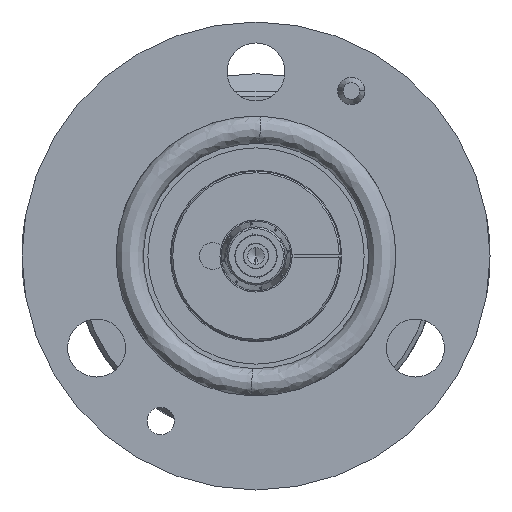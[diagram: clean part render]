
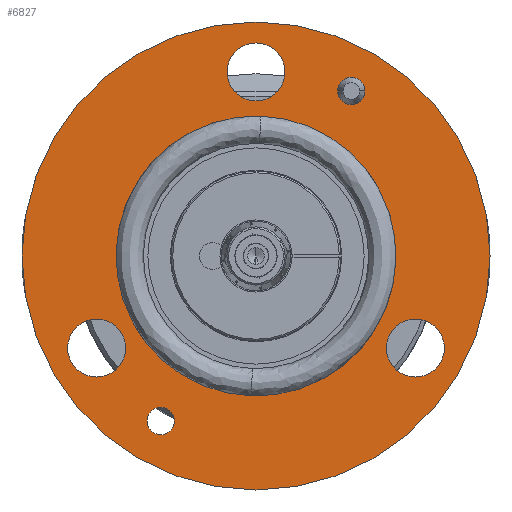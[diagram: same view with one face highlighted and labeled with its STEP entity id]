
A CAD part, left-side view. The second image highlights one B-rep face of the part: STEP entity #6827.
In plain terms, the highlighted planar face has unit normal (-1, 0, 0).
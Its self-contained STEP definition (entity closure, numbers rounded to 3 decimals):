
#533 = CARTESIAN_POINT ( 'NONE',  ( -43.8, 0., 0. ) ) ;
#804 = EDGE_LOOP ( 'NONE', ( #9948, #4740 ) ) ;
#859 = FACE_BOUND ( 'NONE', #1476, .T. ) ;
#994 = AXIS2_PLACEMENT_3D ( 'NONE', #8309, #8368, #9474 ) ;
#1012 = DIRECTION ( 'NONE',  ( 1., 0., 0. ) ) ;
#1165 = ORIENTED_EDGE ( 'NONE', *, *, #8386, .T. ) ;
#1402 = FACE_BOUND ( 'NONE', #6377, .T. ) ;
#1476 = EDGE_LOOP ( 'NONE', ( #1165, #9091 ) ) ;
#2054 = EDGE_LOOP ( 'NONE', ( #7267, #8419 ) ) ;
#2057 = VERTEX_POINT ( 'NONE', #11388 ) ;
#2060 = DIRECTION ( 'NONE',  ( 1., 0., 0. ) ) ;
#2115 = DIRECTION ( 'NONE',  ( 1., 0., 0. ) ) ;
#2171 = VERTEX_POINT ( 'NONE', #11688 ) ;
#2215 = EDGE_LOOP ( 'NONE', ( #14568, #14316 ) ) ;
#2233 = EDGE_CURVE ( 'NONE', #11474, #13948, #11539, .T. ) ;
#2589 = VERTEX_POINT ( 'NONE', #3821 ) ;
#2710 = AXIS2_PLACEMENT_3D ( 'NONE', #8911, #1012, #7898 ) ;
#2860 = DIRECTION ( 'NONE',  ( 0., 0., 1. ) ) ;
#3046 = VERTEX_POINT ( 'NONE', #8108 ) ;
#3121 = DIRECTION ( 'NONE',  ( 0., 0., 1. ) ) ;
#3170 = CARTESIAN_POINT ( 'NONE',  ( -43.8, 11.505, -19.927 ) ) ;
#3221 = DIRECTION ( 'NONE',  ( 0., 0., 1. ) ) ;
#3226 = EDGE_CURVE ( 'NONE', #2589, #7622, #10454, .T. ) ;
#3228 = PLANE ( 'NONE',  #7831 ) ;
#3245 = ORIENTED_EDGE ( 'NONE', *, *, #10903, .T. ) ;
#3518 = CIRCLE ( 'NONE', #13398, 1.65 ) ;
#3579 = FACE_OUTER_BOUND ( 'NONE', #2054, .T. ) ;
#3626 = CIRCLE ( 'NONE', #6165, 16.834 ) ;
#3821 = CARTESIAN_POINT ( 'NONE',  ( -43.8, 0., 18.725 ) ) ;
#4090 = CIRCLE ( 'NONE', #11078, 1.65 ) ;
#4176 = VERTEX_POINT ( 'NONE', #12554 ) ;
#4222 = DIRECTION ( 'NONE',  ( 0., 0., 1. ) ) ;
#4223 = AXIS2_PLACEMENT_3D ( 'NONE', #4699, #11595, #5908 ) ;
#4395 = DIRECTION ( 'NONE',  ( 0., 0., 1. ) ) ;
#4409 = CIRCLE ( 'NONE', #13617, 3.5 ) ;
#4418 = AXIS2_PLACEMENT_3D ( 'NONE', #7456, #10037, #3121 ) ;
#4699 = CARTESIAN_POINT ( 'NONE',  ( -43.8, 19.247, -11.113 ) ) ;
#4740 = ORIENTED_EDGE ( 'NONE', *, *, #3226, .T. ) ;
#4844 = FACE_BOUND ( 'NONE', #9532, .T. ) ;
#5233 = CARTESIAN_POINT ( 'NONE',  ( -43.8, -19.247, -11.113 ) ) ;
#5513 = EDGE_CURVE ( 'NONE', #13948, #11474, #12577, .T. ) ;
#5686 = DIRECTION ( 'NONE',  ( 0., 0., 1. ) ) ;
#5908 = DIRECTION ( 'NONE',  ( 0., 0., 1. ) ) ;
#5963 = AXIS2_PLACEMENT_3D ( 'NONE', #10212, #12530, #5686 ) ;
#6070 = DIRECTION ( 'NONE',  ( 1., 0., 0. ) ) ;
#6108 = CARTESIAN_POINT ( 'NONE',  ( -43.8, 0., 0. ) ) ;
#6136 = DIRECTION ( 'NONE',  ( 1., 0., 0. ) ) ;
#6165 = AXIS2_PLACEMENT_3D ( 'NONE', #6108, #12892, #13988 ) ;
#6209 = CARTESIAN_POINT ( 'NONE',  ( -43.8, 11.505, -21.577 ) ) ;
#6377 = EDGE_LOOP ( 'NONE', ( #3245, #8018 ) ) ;
#6395 = DIRECTION ( 'NONE',  ( 1., 0., 0. ) ) ;
#6477 = VERTEX_POINT ( 'NONE', #7759 ) ;
#6694 = CARTESIAN_POINT ( 'NONE',  ( -43.8, 0., 28.25 ) ) ;
#6827 = ADVANCED_FACE ( 'NONE', ( #3579, #14690, #1402, #11268, #8589, #859, #4844 ), #3228, .F. ) ;
#7267 = ORIENTED_EDGE ( 'NONE', *, *, #2233, .F. ) ;
#7456 = CARTESIAN_POINT ( 'NONE',  ( -43.8, 0., 22.225 ) ) ;
#7531 = DIRECTION ( 'NONE',  ( 1., 0., 0. ) ) ;
#7622 = VERTEX_POINT ( 'NONE', #13925 ) ;
#7655 = CARTESIAN_POINT ( 'NONE',  ( -43.8, -11.505, 21.577 ) ) ;
#7759 = CARTESIAN_POINT ( 'NONE',  ( -43.8, 19.247, -14.613 ) ) ;
#7785 = AXIS2_PLACEMENT_3D ( 'NONE', #7882, #2115, #4395 ) ;
#7831 = AXIS2_PLACEMENT_3D ( 'NONE', #12000, #2060, #10085 ) ;
#7859 = EDGE_CURVE ( 'NONE', #10405, #12713, #8114, .T. ) ;
#7882 = CARTESIAN_POINT ( 'NONE',  ( -43.8, 0., 0. ) ) ;
#7898 = DIRECTION ( 'NONE',  ( 0., 0., 1. ) ) ;
#8018 = ORIENTED_EDGE ( 'NONE', *, *, #11188, .T. ) ;
#8108 = CARTESIAN_POINT ( 'NONE',  ( -43.8, -0.549, 16.826 ) ) ;
#8114 = CIRCLE ( 'NONE', #2710, 1.65 ) ;
#8297 = CARTESIAN_POINT ( 'NONE',  ( -43.8, 0.549, -16.826 ) ) ;
#8309 = CARTESIAN_POINT ( 'NONE',  ( -43.8, -19.247, -11.113 ) ) ;
#8368 = DIRECTION ( 'NONE',  ( 1., 0., 0. ) ) ;
#8386 = EDGE_CURVE ( 'NONE', #11384, #4176, #11270, .T. ) ;
#8419 = ORIENTED_EDGE ( 'NONE', *, *, #5513, .F. ) ;
#8459 = ORIENTED_EDGE ( 'NONE', *, *, #11538, .T. ) ;
#8529 = CIRCLE ( 'NONE', #994, 3.5 ) ;
#8589 = FACE_BOUND ( 'NONE', #2215, .T. ) ;
#8911 = CARTESIAN_POINT ( 'NONE',  ( -43.8, 11.505, -19.927 ) ) ;
#9091 = ORIENTED_EDGE ( 'NONE', *, *, #10281, .T. ) ;
#9363 = ORIENTED_EDGE ( 'NONE', *, *, #12417, .T. ) ;
#9474 = DIRECTION ( 'NONE',  ( 0., 0., 1. ) ) ;
#9532 = EDGE_LOOP ( 'NONE', ( #11126, #14437 ) ) ;
#9578 = CIRCLE ( 'NONE', #5963, 3.5 ) ;
#9878 = DIRECTION ( 'NONE',  ( 0., 0., 1. ) ) ;
#9948 = ORIENTED_EDGE ( 'NONE', *, *, #13591, .T. ) ;
#10037 = DIRECTION ( 'NONE',  ( 1., 0., 0. ) ) ;
#10083 = VERTEX_POINT ( 'NONE', #13749 ) ;
#10085 = DIRECTION ( 'NONE',  ( 0., 0., -1. ) ) ;
#10181 = AXIS2_PLACEMENT_3D ( 'NONE', #11917, #6136, #10803 ) ;
#10197 = EDGE_LOOP ( 'NONE', ( #9363, #8459 ) ) ;
#10212 = CARTESIAN_POINT ( 'NONE',  ( -43.8, 0., 22.225 ) ) ;
#10281 = EDGE_CURVE ( 'NONE', #4176, #11384, #4090, .T. ) ;
#10405 = VERTEX_POINT ( 'NONE', #6209 ) ;
#10454 = CIRCLE ( 'NONE', #4418, 3.5 ) ;
#10564 = EDGE_CURVE ( 'NONE', #12713, #10405, #3518, .T. ) ;
#10803 = DIRECTION ( 'NONE',  ( 0., 0., 1. ) ) ;
#10850 = CIRCLE ( 'NONE', #12546, 3.5 ) ;
#10903 = EDGE_CURVE ( 'NONE', #2171, #10083, #10850, .T. ) ;
#11078 = AXIS2_PLACEMENT_3D ( 'NONE', #11706, #6070, #12859 ) ;
#11126 = ORIENTED_EDGE ( 'NONE', *, *, #13475, .T. ) ;
#11188 = EDGE_CURVE ( 'NONE', #10083, #2171, #8529, .T. ) ;
#11268 = FACE_BOUND ( 'NONE', #10197, .T. ) ;
#11270 = CIRCLE ( 'NONE', #10181, 1.65 ) ;
#11318 = DIRECTION ( 'NONE',  ( 0., 0., 1. ) ) ;
#11384 = VERTEX_POINT ( 'NONE', #7655 ) ;
#11388 = CARTESIAN_POINT ( 'NONE',  ( -43.8, 19.247, -7.613 ) ) ;
#11474 = VERTEX_POINT ( 'NONE', #6694 ) ;
#11538 = EDGE_CURVE ( 'NONE', #6477, #2057, #13884, .T. ) ;
#11539 = CIRCLE ( 'NONE', #13990, 28.25 ) ;
#11594 = VERTEX_POINT ( 'NONE', #8297 ) ;
#11595 = DIRECTION ( 'NONE',  ( 1., 0., 0. ) ) ;
#11688 = CARTESIAN_POINT ( 'NONE',  ( -43.8, -19.247, -7.613 ) ) ;
#11706 = CARTESIAN_POINT ( 'NONE',  ( -43.8, -11.505, 19.927 ) ) ;
#11917 = CARTESIAN_POINT ( 'NONE',  ( -43.8, -11.505, 19.927 ) ) ;
#12000 = CARTESIAN_POINT ( 'NONE',  ( -43.8, 17.2, 0. ) ) ;
#12135 = CARTESIAN_POINT ( 'NONE',  ( -43.8, 19.247, -11.113 ) ) ;
#12417 = EDGE_CURVE ( 'NONE', #2057, #6477, #4409, .T. ) ;
#12530 = DIRECTION ( 'NONE',  ( 1., 0., 0. ) ) ;
#12546 = AXIS2_PLACEMENT_3D ( 'NONE', #5233, #7531, #9878 ) ;
#12554 = CARTESIAN_POINT ( 'NONE',  ( -43.8, -11.505, 18.277 ) ) ;
#12577 = CIRCLE ( 'NONE', #7785, 28.25 ) ;
#12713 = VERTEX_POINT ( 'NONE', #12864 ) ;
#12859 = DIRECTION ( 'NONE',  ( 0., 0., 1. ) ) ;
#12864 = CARTESIAN_POINT ( 'NONE',  ( -43.8, 11.505, -18.277 ) ) ;
#12892 = DIRECTION ( 'NONE',  ( 1., 0., 0. ) ) ;
#13273 = DIRECTION ( 'NONE',  ( 1., 0., 0. ) ) ;
#13393 = DIRECTION ( 'NONE',  ( 1., 0., 0. ) ) ;
#13398 = AXIS2_PLACEMENT_3D ( 'NONE', #3170, #13393, #3221 ) ;
#13475 = EDGE_CURVE ( 'NONE', #3046, #11594, #14050, .T. ) ;
#13522 = DIRECTION ( 'NONE',  ( 1., 0., 0. ) ) ;
#13591 = EDGE_CURVE ( 'NONE', #7622, #2589, #9578, .T. ) ;
#13617 = AXIS2_PLACEMENT_3D ( 'NONE', #12135, #13273, #4222 ) ;
#13627 = CARTESIAN_POINT ( 'NONE',  ( -43.8, 0., 0. ) ) ;
#13749 = CARTESIAN_POINT ( 'NONE',  ( -43.8, -19.247, -14.613 ) ) ;
#13884 = CIRCLE ( 'NONE', #4223, 3.5 ) ;
#13925 = CARTESIAN_POINT ( 'NONE',  ( -43.8, 0., 25.725 ) ) ;
#13948 = VERTEX_POINT ( 'NONE', #14567 ) ;
#13988 = DIRECTION ( 'NONE',  ( 0., 0., 1. ) ) ;
#13990 = AXIS2_PLACEMENT_3D ( 'NONE', #533, #6395, #2860 ) ;
#14050 = CIRCLE ( 'NONE', #14390, 16.834 ) ;
#14316 = ORIENTED_EDGE ( 'NONE', *, *, #7859, .T. ) ;
#14390 = AXIS2_PLACEMENT_3D ( 'NONE', #13627, #13522, #11318 ) ;
#14437 = ORIENTED_EDGE ( 'NONE', *, *, #14692, .T. ) ;
#14567 = CARTESIAN_POINT ( 'NONE',  ( -43.8, 0., -28.25 ) ) ;
#14568 = ORIENTED_EDGE ( 'NONE', *, *, #10564, .T. ) ;
#14690 = FACE_BOUND ( 'NONE', #804, .T. ) ;
#14692 = EDGE_CURVE ( 'NONE', #11594, #3046, #3626, .T. ) ;
